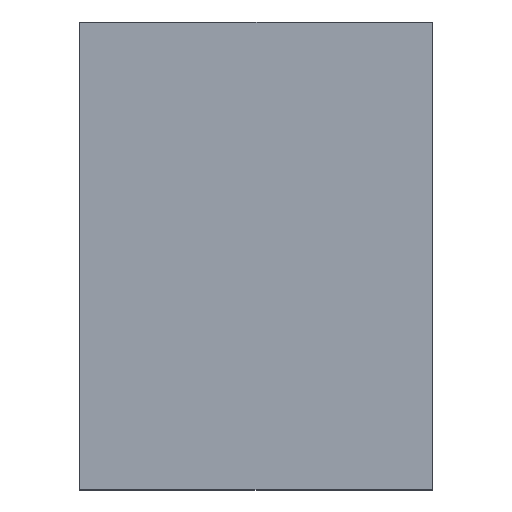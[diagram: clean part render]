
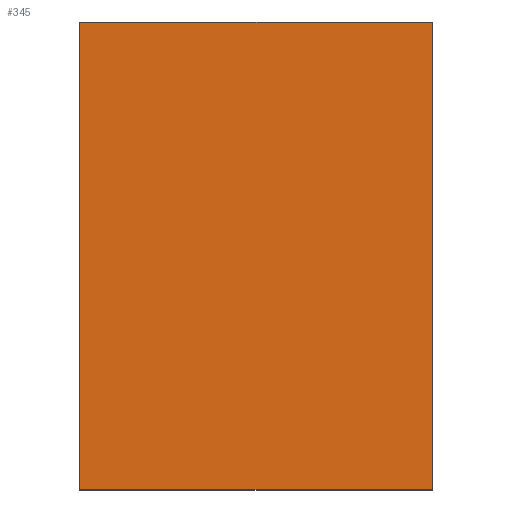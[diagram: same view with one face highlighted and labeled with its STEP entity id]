
A CAD part, top view. The second image highlights one B-rep face of the part: STEP entity #345.
In plain terms, the highlighted planar face has unit normal (0, 0, 1).
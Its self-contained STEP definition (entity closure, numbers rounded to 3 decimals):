
#3 = VERTEX_POINT ( 'NONE', #1148 ) ;
#10 = DIRECTION ( 'NONE',  ( 0., -1., 0. ) ) ;
#26 = ORIENTED_EDGE ( 'NONE', *, *, #1533, .T. ) ;
#87 = CARTESIAN_POINT ( 'NONE',  ( 0., 0., 40. ) ) ;
#110 = VECTOR ( 'NONE', #10, 1000. ) ;
#115 = EDGE_LOOP ( 'NONE', ( #26, #1175, #1295, #1385 ) ) ;
#154 = VECTOR ( 'NONE', #1644, 1000. ) ;
#236 = DIRECTION ( 'NONE',  ( 0., 1., 0. ) ) ;
#241 = EDGE_CURVE ( 'NONE', #796, #291, #293, .T. ) ;
#263 = CARTESIAN_POINT ( 'NONE',  ( -41.5, -60., 40. ) ) ;
#283 = LINE ( 'NONE', #797, #110 ) ;
#291 = VERTEX_POINT ( 'NONE', #1514 ) ;
#293 = LINE ( 'NONE', #431, #1381 ) ;
#327 = EDGE_CURVE ( 'NONE', #291, #411, #1665, .T. ) ;
#338 = PLANE ( 'NONE',  #879 ) ;
#341 = CARTESIAN_POINT ( 'NONE',  ( -41.5, 33., 40. ) ) ;
#345 = ADVANCED_FACE ( 'NONE', ( #1136 ), #338, .T. ) ;
#411 = VERTEX_POINT ( 'NONE', #647 ) ;
#431 = CARTESIAN_POINT ( 'NONE',  ( -41.5, -60., 40. ) ) ;
#466 = CARTESIAN_POINT ( 'NONE',  ( 28.5, 33., 40. ) ) ;
#647 = CARTESIAN_POINT ( 'NONE',  ( 28.5, 33., 40. ) ) ;
#654 = VECTOR ( 'NONE', #236, 1000. ) ;
#796 = VERTEX_POINT ( 'NONE', #263 ) ;
#797 = CARTESIAN_POINT ( 'NONE',  ( -41.5, 33., 40. ) ) ;
#867 = DIRECTION ( 'NONE',  ( 1., 0., 0. ) ) ;
#879 = AXIS2_PLACEMENT_3D ( 'NONE', #87, #1266, #867 ) ;
#997 = EDGE_CURVE ( 'NONE', #411, #3, #1027, .T. ) ;
#1027 = LINE ( 'NONE', #341, #154 ) ;
#1136 = FACE_OUTER_BOUND ( 'NONE', #115, .T. ) ;
#1148 = CARTESIAN_POINT ( 'NONE',  ( -41.5, 33., 40. ) ) ;
#1175 = ORIENTED_EDGE ( 'NONE', *, *, #241, .T. ) ;
#1233 = DIRECTION ( 'NONE',  ( 1., 0., 0. ) ) ;
#1266 = DIRECTION ( 'NONE',  ( 0., 0., 1. ) ) ;
#1295 = ORIENTED_EDGE ( 'NONE', *, *, #327, .T. ) ;
#1381 = VECTOR ( 'NONE', #1233, 1000. ) ;
#1385 = ORIENTED_EDGE ( 'NONE', *, *, #997, .T. ) ;
#1514 = CARTESIAN_POINT ( 'NONE',  ( 28.5, -60., 40. ) ) ;
#1533 = EDGE_CURVE ( 'NONE', #3, #796, #283, .T. ) ;
#1644 = DIRECTION ( 'NONE',  ( -1., 0., 0. ) ) ;
#1665 = LINE ( 'NONE', #466, #654 ) ;
